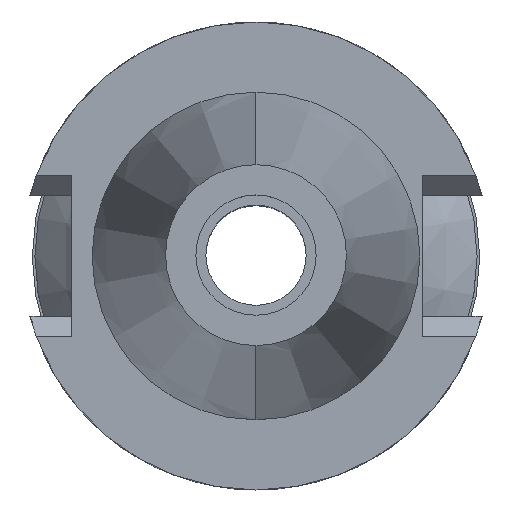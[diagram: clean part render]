
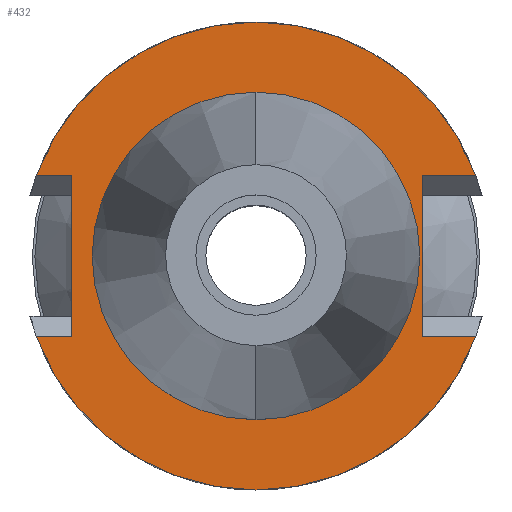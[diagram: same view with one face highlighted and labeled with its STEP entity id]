
A CAD part, top view. The second image highlights one B-rep face of the part: STEP entity #432.
In plain terms, the highlighted planar face has unit normal (0, 0, 1).
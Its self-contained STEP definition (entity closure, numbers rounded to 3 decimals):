
#39 = EDGE_CURVE ( 'NONE', #2958, #1784, #1360, .T. ) ;
#49 = VERTEX_POINT ( 'NONE', #2792 ) ;
#60 = VECTOR ( 'NONE', #2314, 1000. ) ;
#84 = DIRECTION ( 'NONE',  ( 1., 0., 0. ) ) ;
#188 = DIRECTION ( 'NONE',  ( 0., 1., 0. ) ) ;
#189 = VERTEX_POINT ( 'NONE', #3075 ) ;
#215 = DIRECTION ( 'NONE',  ( 0., 0., 1. ) ) ;
#256 = LINE ( 'NONE', #1957, #1951 ) ;
#266 = CIRCLE ( 'NONE', #1745, 22.225 ) ;
#341 = DIRECTION ( 'NONE',  ( 0., -1., 0. ) ) ;
#355 = CARTESIAN_POINT ( 'NONE',  ( 22.57, -10.89, -1. ) ) ;
#378 = CIRCLE ( 'NONE', #2432, 22.225 ) ;
#386 = DIRECTION ( 'NONE',  ( 0., -1., 0. ) ) ;
#432 = ADVANCED_FACE ( 'NONE', ( #1922, #2911 ), #1813, .F. ) ;
#450 = EDGE_CURVE ( 'NONE', #2681, #860, #914, .T. ) ;
#477 = EDGE_CURVE ( 'NONE', #2958, #189, #606, .T. ) ;
#495 = CARTESIAN_POINT ( 'NONE',  ( 29.824, 10.89, -1. ) ) ;
#584 = CARTESIAN_POINT ( 'NONE',  ( -24.98, -10.89, -1. ) ) ;
#606 = LINE ( 'NONE', #1299, #2136 ) ;
#685 = DIRECTION ( 'NONE',  ( 0., 1., 0. ) ) ;
#686 = EDGE_CURVE ( 'NONE', #2209, #1565, #700, .T. ) ;
#698 = CARTESIAN_POINT ( 'NONE',  ( 0., -22.225, -1. ) ) ;
#700 = LINE ( 'NONE', #3087, #2025 ) ;
#762 = ORIENTED_EDGE ( 'NONE', *, *, #1607, .F. ) ;
#788 = EDGE_CURVE ( 'NONE', #1565, #2681, #1582, .T. ) ;
#804 = DIRECTION ( 'NONE',  ( 0., -1., 0. ) ) ;
#860 = VERTEX_POINT ( 'NONE', #1083 ) ;
#914 = CIRCLE ( 'NONE', #1316, 31.75 ) ;
#918 = ORIENTED_EDGE ( 'NONE', *, *, #450, .F. ) ;
#935 = CARTESIAN_POINT ( 'NONE',  ( 0., 0., -1. ) ) ;
#947 = CARTESIAN_POINT ( 'NONE',  ( 29.824, -10.89, -1. ) ) ;
#972 = ORIENTED_EDGE ( 'NONE', *, *, #39, .T. ) ;
#1064 = ORIENTED_EDGE ( 'NONE', *, *, #788, .F. ) ;
#1083 = CARTESIAN_POINT ( 'NONE',  ( -29.824, -10.89, -1. ) ) ;
#1097 = EDGE_LOOP ( 'NONE', ( #2504, #1557, #2010, #972, #2736, #918, #1064, #2811 ) ) ;
#1190 = AXIS2_PLACEMENT_3D ( 'NONE', #1551, #1466, #188 ) ;
#1299 = CARTESIAN_POINT ( 'NONE',  ( -24.98, 10.89, -1. ) ) ;
#1316 = AXIS2_PLACEMENT_3D ( 'NONE', #2062, #1373, #386 ) ;
#1328 = VECTOR ( 'NONE', #84, 1000. ) ;
#1339 = DIRECTION ( 'NONE',  ( -1., 0., 0. ) ) ;
#1360 = LINE ( 'NONE', #2510, #3065 ) ;
#1373 = DIRECTION ( 'NONE',  ( 0., 0., -1. ) ) ;
#1466 = DIRECTION ( 'NONE',  ( 0., 0., -1. ) ) ;
#1551 = CARTESIAN_POINT ( 'NONE',  ( 0., 0., -1. ) ) ;
#1557 = ORIENTED_EDGE ( 'NONE', *, *, #2997, .F. ) ;
#1565 = VERTEX_POINT ( 'NONE', #2307 ) ;
#1582 = LINE ( 'NONE', #355, #1328 ) ;
#1607 = EDGE_CURVE ( 'NONE', #49, #2083, #266, .T. ) ;
#1745 = AXIS2_PLACEMENT_3D ( 'NONE', #935, #215, #685 ) ;
#1784 = VERTEX_POINT ( 'NONE', #584 ) ;
#1813 = PLANE ( 'NONE',  #2294 ) ;
#1890 = DIRECTION ( 'NONE',  ( 0., -1., 0. ) ) ;
#1922 = FACE_OUTER_BOUND ( 'NONE', #1097, .T. ) ;
#1951 = VECTOR ( 'NONE', #2948, 1000. ) ;
#1957 = CARTESIAN_POINT ( 'NONE',  ( -24.98, -10.89, -1. ) ) ;
#2010 = ORIENTED_EDGE ( 'NONE', *, *, #477, .F. ) ;
#2025 = VECTOR ( 'NONE', #1890, 1000. ) ;
#2044 = CARTESIAN_POINT ( 'NONE',  ( 22.57, 10.89, -1. ) ) ;
#2062 = CARTESIAN_POINT ( 'NONE',  ( 0., 0., -1. ) ) ;
#2083 = VERTEX_POINT ( 'NONE', #698 ) ;
#2136 = VECTOR ( 'NONE', #1339, 1000. ) ;
#2209 = VERTEX_POINT ( 'NONE', #2723 ) ;
#2267 = DIRECTION ( 'NONE',  ( 0., -1., 0. ) ) ;
#2294 = AXIS2_PLACEMENT_3D ( 'NONE', #2856, #2595, #341 ) ;
#2307 = CARTESIAN_POINT ( 'NONE',  ( 22.57, -10.89, -1. ) ) ;
#2314 = DIRECTION ( 'NONE',  ( 1., 0., 0. ) ) ;
#2351 = EDGE_LOOP ( 'NONE', ( #762, #3157 ) ) ;
#2375 = CIRCLE ( 'NONE', #1190, 31.75 ) ;
#2432 = AXIS2_PLACEMENT_3D ( 'NONE', #3043, #2767, #804 ) ;
#2504 = ORIENTED_EDGE ( 'NONE', *, *, #2917, .T. ) ;
#2510 = CARTESIAN_POINT ( 'NONE',  ( -24.98, 10.89, -1. ) ) ;
#2595 = DIRECTION ( 'NONE',  ( 0., 0., -1. ) ) ;
#2622 = VERTEX_POINT ( 'NONE', #495 ) ;
#2681 = VERTEX_POINT ( 'NONE', #947 ) ;
#2723 = CARTESIAN_POINT ( 'NONE',  ( 22.57, 10.89, -1. ) ) ;
#2736 = ORIENTED_EDGE ( 'NONE', *, *, #2820, .T. ) ;
#2767 = DIRECTION ( 'NONE',  ( 0., 0., 1. ) ) ;
#2792 = CARTESIAN_POINT ( 'NONE',  ( 0., 22.225, -1. ) ) ;
#2811 = ORIENTED_EDGE ( 'NONE', *, *, #686, .F. ) ;
#2812 = LINE ( 'NONE', #2044, #60 ) ;
#2820 = EDGE_CURVE ( 'NONE', #1784, #860, #256, .T. ) ;
#2856 = CARTESIAN_POINT ( 'NONE',  ( 0., 0., -1. ) ) ;
#2878 = EDGE_CURVE ( 'NONE', #2083, #49, #378, .T. ) ;
#2911 = FACE_BOUND ( 'NONE', #2351, .T. ) ;
#2917 = EDGE_CURVE ( 'NONE', #2209, #2622, #2812, .T. ) ;
#2948 = DIRECTION ( 'NONE',  ( -1., 0., 0. ) ) ;
#2958 = VERTEX_POINT ( 'NONE', #3006 ) ;
#2997 = EDGE_CURVE ( 'NONE', #189, #2622, #2375, .T. ) ;
#3006 = CARTESIAN_POINT ( 'NONE',  ( -24.98, 10.89, -1. ) ) ;
#3043 = CARTESIAN_POINT ( 'NONE',  ( 0., 0., -1. ) ) ;
#3065 = VECTOR ( 'NONE', #2267, 1000. ) ;
#3075 = CARTESIAN_POINT ( 'NONE',  ( -29.824, 10.89, -1. ) ) ;
#3087 = CARTESIAN_POINT ( 'NONE',  ( 22.57, 10.89, -1. ) ) ;
#3157 = ORIENTED_EDGE ( 'NONE', *, *, #2878, .F. ) ;
